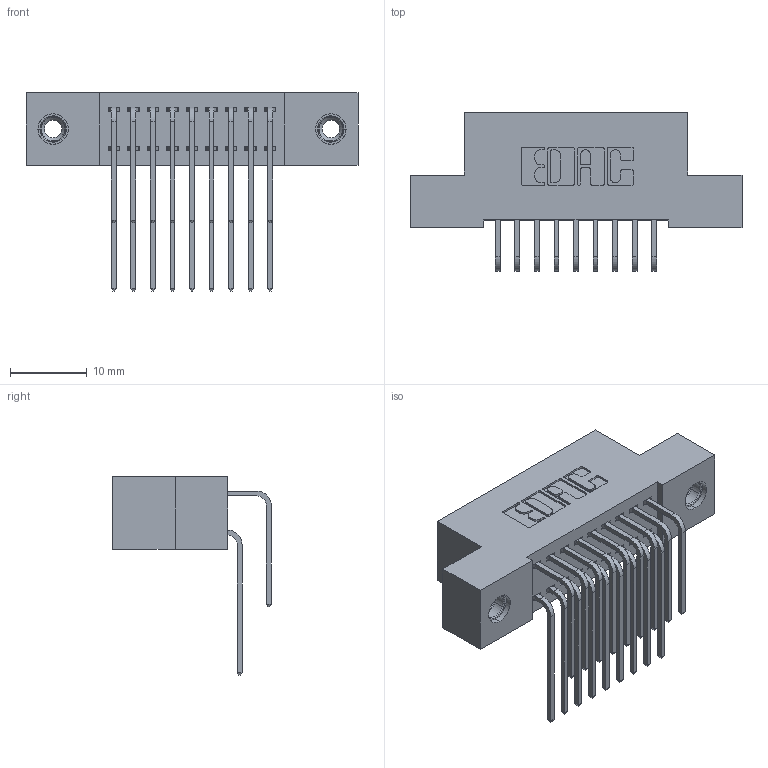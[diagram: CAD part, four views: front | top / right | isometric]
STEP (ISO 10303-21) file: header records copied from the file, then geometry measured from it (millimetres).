
FILE_DESCRIPTION (( 'STEP AP203' ), '1' );
FILE_NAME ('392-018-559-208.STEP', '2019-10-07T04:29:49', ( '' ), ( '' ), 'SwSTEP 2.0', 'SolidWorks 2016', '' );
FILE_SCHEMA (( 'CONFIG_CONTROL_DESIGN' ));
Length unit declared in the file: inch
Products named in the file (5): 342 Part_TI; 345-292-001_558 559 Tail - 1; 345-292-001_559 Tail - 2; 345-250-001_345-250-003-102; 392-018-559-208
Assembly tree (21 placements, depth 2):
  392-018-559-208
    342 Part_TI
    345-292-001_558 559 Tail - 1  x9
    345-292-001_559 Tail - 2  x9
    345-250-001_345-250-003-102  x2
Bounding box: 43.18 x 20.64 x 25.78 mm (x, y, z)
Volume: 3821.7 mm3; surface area: 5887.6 mm2
Topology: 21 solids, 21 shells, 1142 faces, 3333 edges, 2190 vertices
Faces by surface type: plane 782, cylinder 344, cone 12, torus 4
Entity records: 12896 total; most frequent: CARTESIAN_POINT 2208, ORIENTED_EDGE 2086, DIRECTION 1957, EDGE_CURVE 1043, LINE 855, VECTOR 855, VERTEX_POINT 688, AXIS2_PLACEMENT_3D 551
